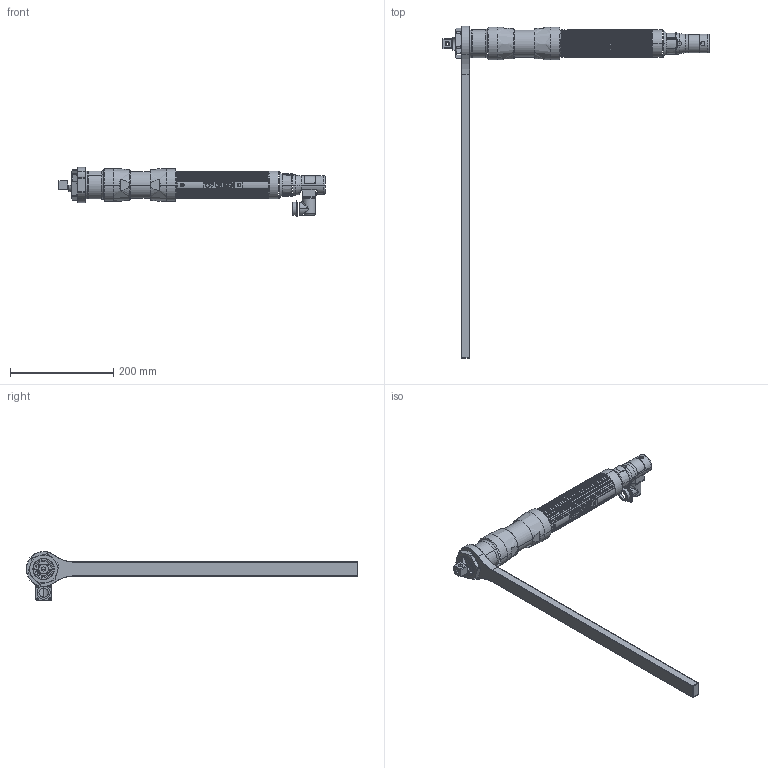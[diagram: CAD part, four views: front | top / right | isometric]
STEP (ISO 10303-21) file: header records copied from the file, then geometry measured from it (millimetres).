
FILE_DESCRIPTION((''),'2;1');
FILE_NAME('EB55MB3-320R','2013-06-10T',('MAM0508'),(''),'PRO/ENGINEER BY PARAMETRIC TECHNOLOGY CORPORATION, 2010430','PRO/ENGINEER BY PARAMETRIC TECHNOLOGY CORPORATION, 2010430','');
FILE_SCHEMA(('CONFIG_CONTROL_DESIGN'));
Length unit declared in the file: inch
Products named in the file (1): EB55MB3-320R
Bounding box: 516.86 x 642.92 x 95.32 mm (x, y, z)
Surface area: 165138 mm2 (no closed solid volume)
Topology: 0 solids, 57 shells, 218 faces, 2169 edges, 1983 vertices
Faces by surface type: cylinder 108, plane 73, cone 15, torus 12, bspline 8, extrusion 2
Entity records: 22699 total; most frequent: CARTESIAN_POINT 8365, DIRECTION 2636, ORIENTED_EDGE 2400, EDGE_CURVE 2169, VERTEX_POINT 1983, VECTOR 1126, LINE 1124, AXIS2_PLACEMENT_3D 755
